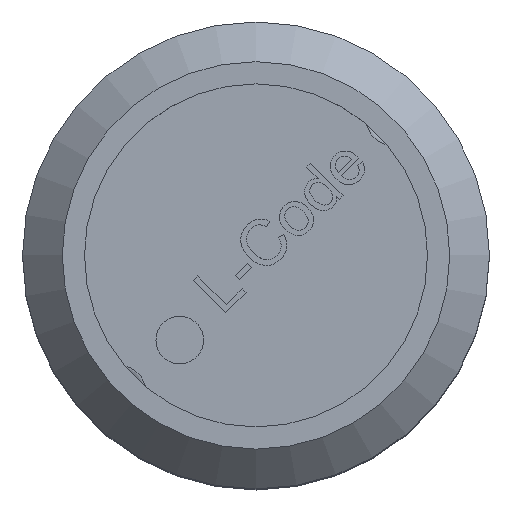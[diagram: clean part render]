
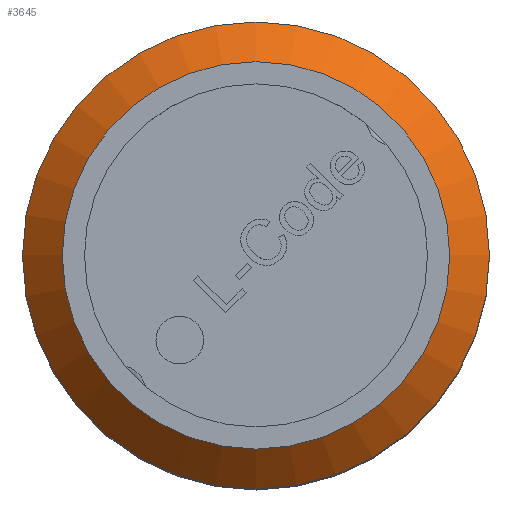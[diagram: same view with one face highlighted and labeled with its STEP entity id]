
A CAD part, top view. The second image highlights one B-rep face of the part: STEP entity #3645.
In plain terms, the highlighted conical face has half-angle 45 degrees and reference radius 2.45 mm.
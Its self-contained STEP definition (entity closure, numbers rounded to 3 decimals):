
#69=CONICAL_SURFACE('',#3906,2.45,0.785);
#426=CIRCLE('',#3905,2.45);
#427=CIRCLE('',#3907,2.033);
#1115=ORIENTED_EDGE('',*,*,#1465,.T.);
#1116=ORIENTED_EDGE('',*,*,#1464,.F.);
#1464=EDGE_CURVE('',#1702,#1702,#426,.T.);
#1465=EDGE_CURVE('',#1703,#1703,#427,.T.);
#1702=VERTEX_POINT('',#9435);
#1703=VERTEX_POINT('',#9438);
#2088=EDGE_LOOP('',(#1115));
#2089=EDGE_LOOP('',(#1116));
#2328=FACE_BOUND('',#2088,.T.);
#2329=FACE_BOUND('',#2089,.T.);
#3645=ADVANCED_FACE('',(#2328,#2329),#69,.T.);
#3905=AXIS2_PLACEMENT_3D('',#9434,#4482,#4483);
#3906=AXIS2_PLACEMENT_3D('',#9436,#4484,#4485);
#3907=AXIS2_PLACEMENT_3D('',#9437,#4486,#4487);
#4482=DIRECTION('',(0.,0.,-1.));
#4483=DIRECTION('',(-1.,0.,0.));
#4484=DIRECTION('',(0.,0.,-1.));
#4485=DIRECTION('',(-1.,0.,0.));
#4486=DIRECTION('',(0.,0.,-1.));
#4487=DIRECTION('',(-1.,0.,0.));
#9434=CARTESIAN_POINT('',(0.,0.,4.783));
#9435=CARTESIAN_POINT('',(-2.45,0.,4.783));
#9436=CARTESIAN_POINT('',(0.,0.,4.783));
#9437=CARTESIAN_POINT('',(0.,0.,5.2));
#9438=CARTESIAN_POINT('',(-2.033,0.,5.2));
